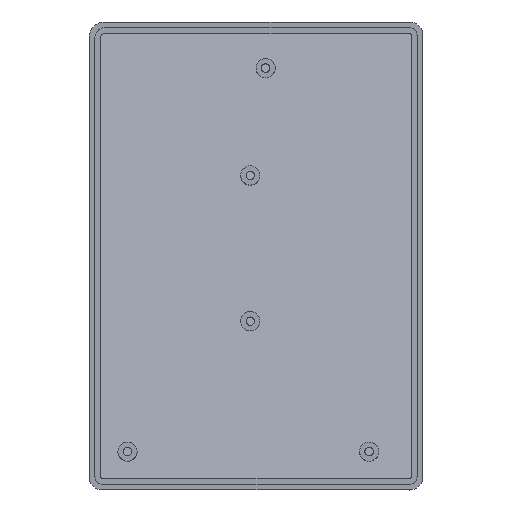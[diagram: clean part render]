
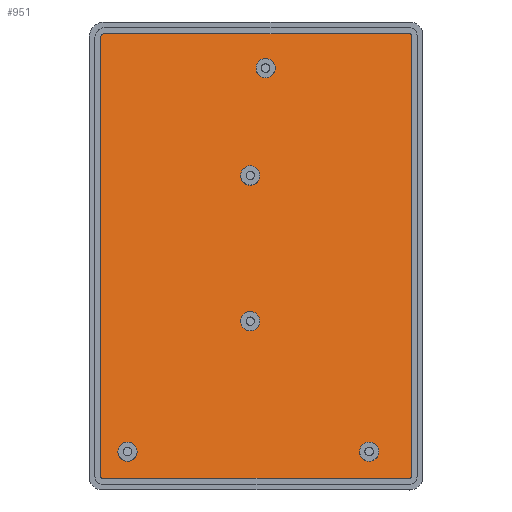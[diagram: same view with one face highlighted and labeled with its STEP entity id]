
A CAD part, top view. The second image highlights one B-rep face of the part: STEP entity #951.
In plain terms, the highlighted planar face has unit normal (0, 0.174, 0.985).
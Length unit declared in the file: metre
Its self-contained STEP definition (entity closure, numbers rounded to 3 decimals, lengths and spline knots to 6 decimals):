
#30=PLANE('',#1060);
#91=ELLIPSE('',#1003,0.001015,0.001);
#92=ELLIPSE('',#1007,0.000508,0.0005);
#93=ELLIPSE('',#1011,0.000508,0.0005);
#94=ELLIPSE('',#1019,0.000508,0.0005);
#96=ELLIPSE('',#1061,0.002539,0.0025);
#97=ELLIPSE('',#1062,0.002539,0.0025);
#98=ELLIPSE('',#1063,0.002539,0.0025);
#99=ELLIPSE('',#1064,0.002539,0.0025);
#100=ELLIPSE('',#1065,0.002539,0.0025);
#251=ORIENTED_EDGE('',*,*,#453,.T.);
#252=ORIENTED_EDGE('',*,*,#454,.T.);
#253=ORIENTED_EDGE('',*,*,#455,.T.);
#254=ORIENTED_EDGE('',*,*,#456,.T.);
#255=ORIENTED_EDGE('',*,*,#457,.T.);
#256=ORIENTED_EDGE('',*,*,#366,.F.);
#257=ORIENTED_EDGE('',*,*,#370,.F.);
#258=ORIENTED_EDGE('',*,*,#373,.F.);
#259=ORIENTED_EDGE('',*,*,#376,.F.);
#260=ORIENTED_EDGE('',*,*,#379,.F.);
#261=ORIENTED_EDGE('',*,*,#390,.F.);
#262=ORIENTED_EDGE('',*,*,#393,.F.);
#263=ORIENTED_EDGE('',*,*,#395,.F.);
#366=EDGE_CURVE('',#494,#496,#91,.T.);
#370=EDGE_CURVE('',#498,#494,#586,.T.);
#373=EDGE_CURVE('',#500,#498,#92,.T.);
#376=EDGE_CURVE('',#502,#500,#590,.T.);
#379=EDGE_CURVE('',#504,#502,#93,.T.);
#390=EDGE_CURVE('',#514,#504,#598,.T.);
#393=EDGE_CURVE('',#516,#514,#94,.T.);
#395=EDGE_CURVE('',#496,#516,#601,.T.);
#453=EDGE_CURVE('',#558,#558,#96,.T.);
#454=EDGE_CURVE('',#559,#559,#97,.T.);
#455=EDGE_CURVE('',#560,#560,#98,.T.);
#456=EDGE_CURVE('',#561,#561,#99,.T.);
#457=EDGE_CURVE('',#562,#562,#100,.T.);
#494=VERTEX_POINT('',#1447);
#496=VERTEX_POINT('',#1450);
#498=VERTEX_POINT('',#1456);
#500=VERTEX_POINT('',#1462);
#502=VERTEX_POINT('',#1468);
#504=VERTEX_POINT('',#1474);
#514=VERTEX_POINT('',#1496);
#516=VERTEX_POINT('',#1502);
#558=VERTEX_POINT('',#1625);
#559=VERTEX_POINT('',#1627);
#560=VERTEX_POINT('',#1629);
#561=VERTEX_POINT('',#1631);
#562=VERTEX_POINT('',#1633);
#586=LINE('',#1458,#654);
#590=LINE('',#1470,#658);
#598=LINE('',#1498,#666);
#601=LINE('',#1507,#669);
#654=VECTOR('',#1139,1.);
#658=VECTOR('',#1151,1.);
#666=VECTOR('',#1175,1.);
#669=VECTOR('',#1186,1.);
#749=EDGE_LOOP('',(#251));
#750=EDGE_LOOP('',(#252));
#751=EDGE_LOOP('',(#253));
#752=EDGE_LOOP('',(#254));
#753=EDGE_LOOP('',(#255));
#754=EDGE_LOOP('',(#256,#257,#258,#259,#260,#261,#262,#263));
#837=FACE_BOUND('',#749,.T.);
#838=FACE_BOUND('',#750,.T.);
#839=FACE_BOUND('',#751,.T.);
#840=FACE_BOUND('',#752,.T.);
#841=FACE_BOUND('',#753,.T.);
#842=FACE_BOUND('',#754,.T.);
#951=ADVANCED_FACE('',(#837,#838,#839,#840,#841,#842),#30,.F.);
#1003=AXIS2_PLACEMENT_3D('',#1449,#1131,#1132);
#1007=AXIS2_PLACEMENT_3D('',#1464,#1144,#1145);
#1011=AXIS2_PLACEMENT_3D('',#1476,#1156,#1157);
#1019=AXIS2_PLACEMENT_3D('',#1504,#1180,#1181);
#1060=AXIS2_PLACEMENT_3D('',#1623,#1300,#1301);
#1061=AXIS2_PLACEMENT_3D('',#1624,#1302,#1303);
#1062=AXIS2_PLACEMENT_3D('',#1626,#1304,#1305);
#1063=AXIS2_PLACEMENT_3D('',#1628,#1306,#1307);
#1064=AXIS2_PLACEMENT_3D('',#1630,#1308,#1309);
#1065=AXIS2_PLACEMENT_3D('',#1632,#1310,#1311);
#1131=DIRECTION('',(0.,-0.174,-0.985));
#1132=DIRECTION('',(0.,-0.985,0.174));
#1139=DIRECTION('',(0.,0.985,-0.174));
#1144=DIRECTION('',(0.,-0.174,-0.985));
#1145=DIRECTION('',(0.,-0.985,0.174));
#1151=DIRECTION('',(-1.,0.,0.));
#1156=DIRECTION('',(0.,-0.174,-0.985));
#1157=DIRECTION('',(0.,-0.985,0.174));
#1175=DIRECTION('',(0.,-0.985,0.174));
#1180=DIRECTION('',(0.,-0.174,-0.985));
#1181=DIRECTION('',(0.,-0.985,0.174));
#1186=DIRECTION('',(1.,0.,0.));
#1300=DIRECTION('',(0.,-0.174,-0.985));
#1301=DIRECTION('',(1.,0.,0.));
#1302=DIRECTION('',(0.,-0.174,-0.985));
#1303=DIRECTION('',(0.,-0.985,0.174));
#1304=DIRECTION('',(0.,-0.174,-0.985));
#1305=DIRECTION('',(0.,-0.985,0.174));
#1306=DIRECTION('',(0.,-0.174,-0.985));
#1307=DIRECTION('',(0.,-0.985,0.174));
#1308=DIRECTION('',(0.,-0.174,-0.985));
#1309=DIRECTION('',(0.,-0.985,0.174));
#1310=DIRECTION('',(0.,-0.174,-0.985));
#1311=DIRECTION('',(0.,-0.985,0.174));
#1447=CARTESIAN_POINT('',(-0.04075,0.057,-0.027407));
#1449=CARTESIAN_POINT('',(-0.03975,0.057,-0.027407));
#1450=CARTESIAN_POINT('',(-0.03975,0.058,-0.027583));
#1456=CARTESIAN_POINT('',(-0.04075,-0.0575,-0.007217));
#1458=CARTESIAN_POINT('',(-0.04075,0.002193,-0.017743));
#1462=CARTESIAN_POINT('',(-0.04025,-0.058,-0.007129));
#1464=CARTESIAN_POINT('',(-0.04025,-0.0575,-0.007217));
#1468=CARTESIAN_POINT('',(0.03975,-0.058,-0.007129));
#1470=CARTESIAN_POINT('',(-0.00025,-0.058,-0.007129));
#1474=CARTESIAN_POINT('',(0.04025,-0.0575,-0.007217));
#1476=CARTESIAN_POINT('',(0.03975,-0.0575,-0.007217));
#1496=CARTESIAN_POINT('',(0.04025,0.0575,-0.027495));
#1498=CARTESIAN_POINT('',(0.04025,0.002436,-0.017785));
#1502=CARTESIAN_POINT('',(0.03975,0.058,-0.027583));
#1504=CARTESIAN_POINT('',(0.03975,0.0575,-0.027495));
#1507=CARTESIAN_POINT('',(0.,0.058,-0.027583));
#1623=CARTESIAN_POINT('',(-0.00025,0.,-0.017356));
#1624=CARTESIAN_POINT('',(0.02925,-0.051,-0.008363));
#1625=CARTESIAN_POINT('',(0.02925,-0.0535,-0.007922));
#1626=CARTESIAN_POINT('',(-0.03375,-0.051,-0.008363));
#1627=CARTESIAN_POINT('',(-0.03375,-0.0535,-0.007922));
#1628=CARTESIAN_POINT('',(-0.00175,-0.017,-0.014358));
#1629=CARTESIAN_POINT('',(-0.00175,-0.0195,-0.013918));
#1630=CARTESIAN_POINT('',(-0.00175,0.021,-0.021059));
#1631=CARTESIAN_POINT('',(-0.00175,0.0185,-0.020618));
#1632=CARTESIAN_POINT('',(0.00225,0.049,-0.025996));
#1633=CARTESIAN_POINT('',(0.00225,0.0465,-0.025555));
